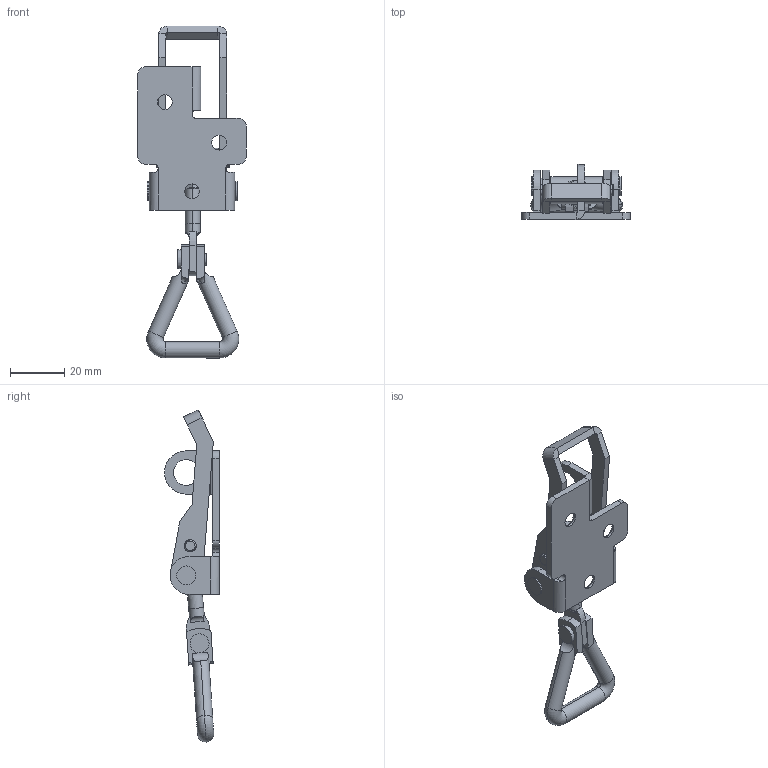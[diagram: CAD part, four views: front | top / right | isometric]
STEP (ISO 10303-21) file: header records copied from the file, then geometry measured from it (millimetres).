
FILE_DESCRIPTION (( 'STEP AP214' ), '1' );
FILE_NAME ('D12123 - 121 G3 ZP Hinged screw loop.STEP', '2021-10-12T07:04:57', ( '' ), ( '' ), 'SwSTEP 2.0', 'SolidWorks 2015', '' );
FILE_SCHEMA (( 'AUTOMOTIVE_DESIGN' ));
Length unit declared in the file: millimetre
Products named in the file (18): nitöggla; skruv till ledad öggla; ring till ledad öggla; rulle; nit; bygel; Platta; D12123 - 121 G3 ZP Hinged screw loop; 61010 - M6 mutter
Assembly tree (9 placements, depth 2):
  nitöggla
  skruv till ledad öggla
  ring till ledad öggla
  rulle
  nit
Bounding box: 40 x 20.24 x 122.59 mm (x, y, z)
Volume: 13705.9 mm3; surface area: 13455.5 mm2
Topology: 8 solids, 9 shells, 248 faces, 593 edges, 363 vertices
Faces by surface type: cylinder 104, plane 100, cone 26, torus 12, bspline 6
Entity records: 8317 total; most frequent: CARTESIAN_POINT 1953, DIRECTION 1217, ORIENTED_EDGE 1142, EDGE_CURVE 571, AXIS2_PLACEMENT_3D 471, VERTEX_POINT 351, VECTOR 275, LINE 275
